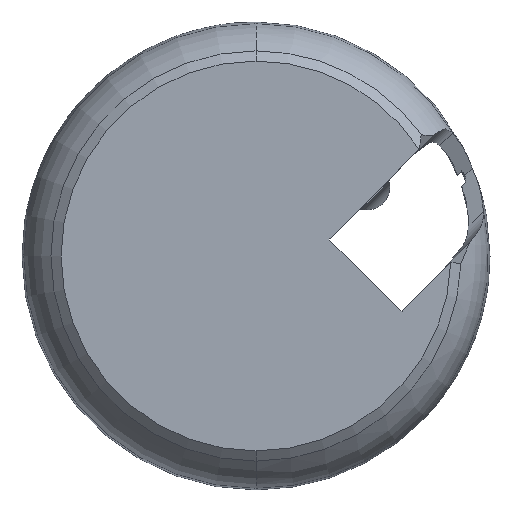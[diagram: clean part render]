
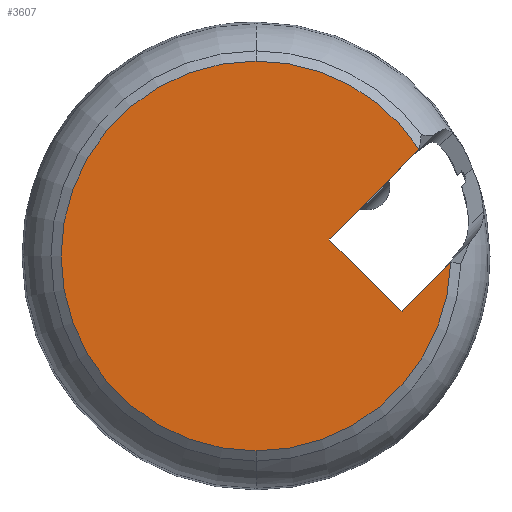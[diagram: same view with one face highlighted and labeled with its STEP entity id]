
A CAD part, front view. The second image highlights one B-rep face of the part: STEP entity #3607.
In plain terms, the highlighted planar face has unit normal (0, -1, 0).
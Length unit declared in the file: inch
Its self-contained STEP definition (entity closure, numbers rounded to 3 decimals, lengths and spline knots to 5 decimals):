
#55 = VECTOR ( 'NONE', #2054, 39.37008 ) ;
#139 = EDGE_CURVE ( 'NONE', #1513, #4027, #787, .T. ) ;
#144 = VERTEX_POINT ( 'NONE', #2009 ) ;
#178 = CIRCLE ( 'NONE', #3323, 1.46 ) ;
#182 = CARTESIAN_POINT ( 'NONE',  ( 0.55344, -0.82, 0.11734 ) ) ;
#203 = CARTESIAN_POINT ( 'NONE',  ( 0.78926, -0.82, -0.3549 ) ) ;
#208 = CARTESIAN_POINT ( 'NONE',  ( 1.09777, -0.82, -0.40906 ) ) ;
#217 = AXIS2_PLACEMENT_3D ( 'NONE', #1140, #4296, #3617 ) ;
#231 = DIRECTION ( 'NONE',  ( 0.447, 0., -0.895 ) ) ;
#298 = LINE ( 'NONE', #4280, #3855 ) ;
#336 = VECTOR ( 'NONE', #468, 39.37008 ) ;
#388 = CARTESIAN_POINT ( 'NONE',  ( 1.24108, -0.82, -0.49302 ) ) ;
#437 = FACE_OUTER_BOUND ( 'NONE', #670, .T. ) ;
#446 = VERTEX_POINT ( 'NONE', #1919 ) ;
#464 = ORIENTED_EDGE ( 'NONE', *, *, #1447, .T. ) ;
#468 = DIRECTION ( 'NONE',  ( -0.885, 0., 0.465 ) ) ;
#553 = LINE ( 'NONE', #203, #616 ) ;
#616 = VECTOR ( 'NONE', #231, 39.37008 ) ;
#625 = DIRECTION ( 'NONE',  ( 0.709, 0., -0.705 ) ) ;
#670 = EDGE_LOOP ( 'NONE', ( #4213, #3276, #1788, #3953, #4325, #464, #3315, #2337, #2790, #985 ) ) ;
#689 = VERTEX_POINT ( 'NONE', #862 ) ;
#698 = CARTESIAN_POINT ( 'NONE',  ( 0., -0.82, -1.46 ) ) ;
#722 = VECTOR ( 'NONE', #1878, 39.37008 ) ;
#787 = LINE ( 'NONE', #4330, #2027 ) ;
#860 = DIRECTION ( 'NONE',  ( -0.387, 0., -0.922 ) ) ;
#862 = CARTESIAN_POINT ( 'NONE',  ( 1.08361, -0.82, -0.41032 ) ) ;
#947 = VERTEX_POINT ( 'NONE', #2229 ) ;
#985 = ORIENTED_EDGE ( 'NONE', *, *, #3693, .T. ) ;
#1097 = DIRECTION ( 'NONE',  ( 0., -1., 0. ) ) ;
#1140 = CARTESIAN_POINT ( 'NONE',  ( 0., -0.82, 0. ) ) ;
#1222 = DIRECTION ( 'NONE',  ( 0., -1., 0. ) ) ;
#1239 = CIRCLE ( 'NONE', #217, 1.46 ) ;
#1255 = CARTESIAN_POINT ( 'NONE',  ( 0., -0.82, 0. ) ) ;
#1440 = CARTESIAN_POINT ( 'NONE',  ( 1.50246, -0.82, -0.00245 ) ) ;
#1447 = EDGE_CURVE ( 'NONE', #1453, #144, #298, .T. ) ;
#1453 = VERTEX_POINT ( 'NONE', #3943 ) ;
#1483 = EDGE_CURVE ( 'NONE', #446, #3558, #178, .T. ) ;
#1513 = VERTEX_POINT ( 'NONE', #208 ) ;
#1540 = EDGE_CURVE ( 'NONE', #947, #446, #2112, .T. ) ;
#1788 = ORIENTED_EDGE ( 'NONE', *, *, #3675, .T. ) ;
#1878 = DIRECTION ( 'NONE',  ( -0.705, 0., -0.709 ) ) ;
#1919 = CARTESIAN_POINT ( 'NONE',  ( 0., -0.82, 1.46 ) ) ;
#1987 = EDGE_CURVE ( 'NONE', #947, #144, #3053, .T. ) ;
#2009 = CARTESIAN_POINT ( 'NONE',  ( 0.55472, -0.82, 0.1315 ) ) ;
#2027 = VECTOR ( 'NONE', #860, 39.37008 ) ;
#2054 = DIRECTION ( 'NONE',  ( 0.705, 0., 0.709 ) ) ;
#2100 = EDGE_CURVE ( 'NONE', #1453, #3327, #553, .T. ) ;
#2102 = VECTOR ( 'NONE', #625, 39.37008 ) ;
#2112 = CIRCLE ( 'NONE', #3236, 1.46 ) ;
#2144 = AXIS2_PLACEMENT_3D ( 'NONE', #2817, #1097, #2509 ) ;
#2229 = CARTESIAN_POINT ( 'NONE',  ( 1.22082, -0.82, 0.80075 ) ) ;
#2283 = CARTESIAN_POINT ( 'NONE',  ( 1.09478, -0.82, -0.41619 ) ) ;
#2337 = ORIENTED_EDGE ( 'NONE', *, *, #1540, .T. ) ;
#2344 = CARTESIAN_POINT ( 'NONE',  ( 1.08763, -0.82, -0.41432 ) ) ;
#2451 = LINE ( 'NONE', #2344, #2102 ) ;
#2509 = DIRECTION ( 'NONE',  ( 0., 0., -1. ) ) ;
#2790 = ORIENTED_EDGE ( 'NONE', *, *, #1483, .T. ) ;
#2817 = CARTESIAN_POINT ( 'NONE',  ( 1.5, -0.82, 0. ) ) ;
#2895 = CARTESIAN_POINT ( 'NONE',  ( 1.45928, -0.82, -0.04583 ) ) ;
#2913 = CARTESIAN_POINT ( 'NONE',  ( 0.95938, -0.82, 0.53807 ) ) ;
#2928 = EDGE_CURVE ( 'NONE', #3327, #689, #2451, .T. ) ;
#2949 = DIRECTION ( 'NONE',  ( 0., 0., -1. ) ) ;
#2995 = EDGE_CURVE ( 'NONE', #1513, #3283, #3044, .T. ) ;
#3013 = DIRECTION ( 'NONE',  ( 0., 0., -1. ) ) ;
#3044 = LINE ( 'NONE', #1440, #55 ) ;
#3053 = LINE ( 'NONE', #2913, #722 ) ;
#3236 = AXIS2_PLACEMENT_3D ( 'NONE', #3666, #1222, #2949 ) ;
#3276 = ORIENTED_EDGE ( 'NONE', *, *, #139, .T. ) ;
#3283 = VERTEX_POINT ( 'NONE', #2895 ) ;
#3315 = ORIENTED_EDGE ( 'NONE', *, *, #1987, .F. ) ;
#3323 = AXIS2_PLACEMENT_3D ( 'NONE', #1255, #3677, #3013 ) ;
#3327 = VERTEX_POINT ( 'NONE', #182 ) ;
#3512 = PLANE ( 'NONE',  #2144 ) ;
#3558 = VERTEX_POINT ( 'NONE', #698 ) ;
#3581 = DIRECTION ( 'NONE',  ( 0.927, 0., 0.375 ) ) ;
#3607 = ADVANCED_FACE ( 'NONE', ( #437 ), #3512, .T. ) ;
#3617 = DIRECTION ( 'NONE',  ( 0., 0., -1. ) ) ;
#3626 = LINE ( 'NONE', #388, #336 ) ;
#3666 = CARTESIAN_POINT ( 'NONE',  ( 0., -0.82, 0. ) ) ;
#3675 = EDGE_CURVE ( 'NONE', #4027, #689, #3626, .T. ) ;
#3677 = DIRECTION ( 'NONE',  ( 0., -1., 0. ) ) ;
#3693 = EDGE_CURVE ( 'NONE', #3558, #3283, #1239, .T. ) ;
#3855 = VECTOR ( 'NONE', #3581, 39.37008 ) ;
#3943 = CARTESIAN_POINT ( 'NONE',  ( 0.54778, -0.82, 0.12869 ) ) ;
#3953 = ORIENTED_EDGE ( 'NONE', *, *, #2928, .F. ) ;
#4027 = VERTEX_POINT ( 'NONE', #2283 ) ;
#4213 = ORIENTED_EDGE ( 'NONE', *, *, #2995, .F. ) ;
#4280 = CARTESIAN_POINT ( 'NONE',  ( 1.3214, -0.82, 0.44159 ) ) ;
#4296 = DIRECTION ( 'NONE',  ( 0., -1., 0. ) ) ;
#4325 = ORIENTED_EDGE ( 'NONE', *, *, #2100, .F. ) ;
#4330 = CARTESIAN_POINT ( 'NONE',  ( 1.30386, -0.82, 0.08227 ) ) ;
